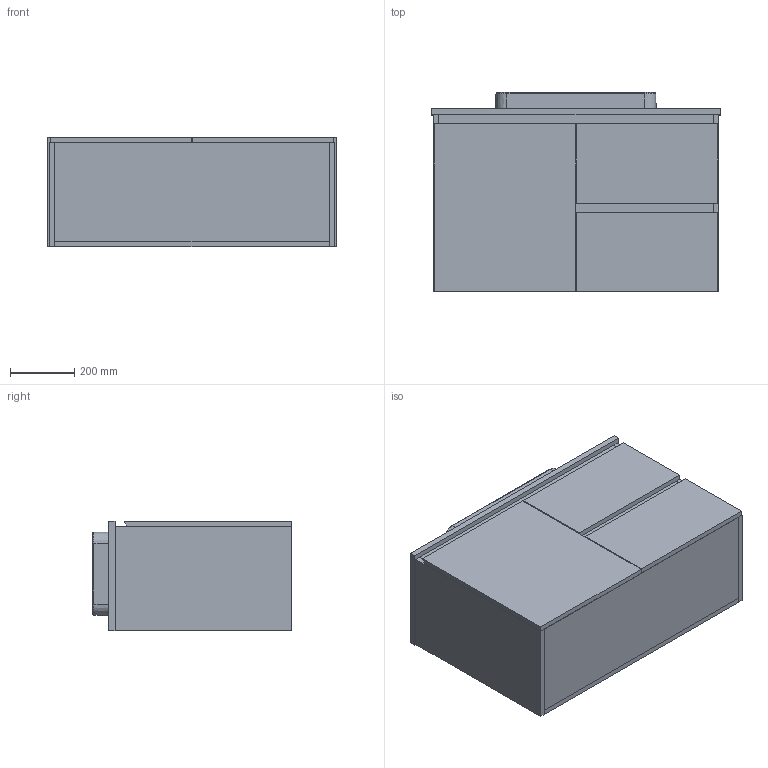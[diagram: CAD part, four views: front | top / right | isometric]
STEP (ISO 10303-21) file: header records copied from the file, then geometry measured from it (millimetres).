
FILE_DESCRIPTION (( 'STEP AP214' ), '1' );
FILE_NAME ('Ensuite Benchtop 900 WH ASSEM.STEP', '2019-03-06T04:18:12', ( '' ), ( '' ), 'SwSTEP 2.0', 'SolidWorks 2015', '' );
FILE_SCHEMA (( 'AUTOMOTIVE_DESIGN' ));
Length unit declared in the file: millimetre
Products named in the file (3): Ensuite Benchtop 900 WH; Ensuite Benchtop 900 WH ASSEM; Faith
Assembly tree (2 placements, depth 2):
  Ensuite Benchtop 900 WH ASSEM
    Ensuite Benchtop 900 WH
    Faith
Bounding box: 900 x 620 x 341.1 mm (x, y, z)
Volume: 38745649.4 mm3; surface area: 5143102.1 mm2
Topology: 10 solids, 10 shells, 130 faces, 319 edges, 210 vertices
Faces by surface type: plane 72, bspline 32, cylinder 16, cone 6, torus 4
Entity records: 66899 total; most frequent: CARTESIAN_POINT 63686, ORIENTED_EDGE 638, DIRECTION 475, EDGE_CURVE 319, VERTEX_POINT 210, LINE 169, VECTOR 169, AXIS2_PLACEMENT_3D 153
